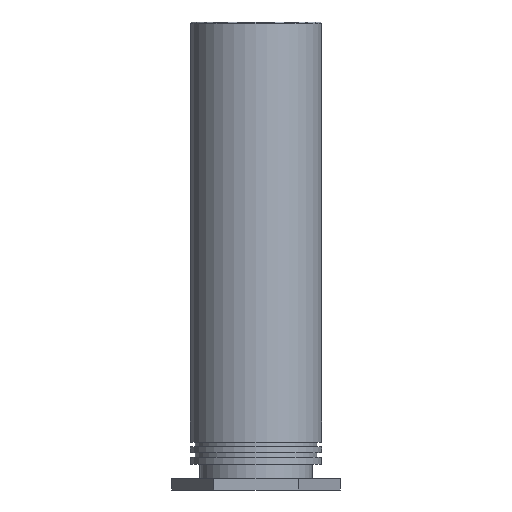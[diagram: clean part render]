
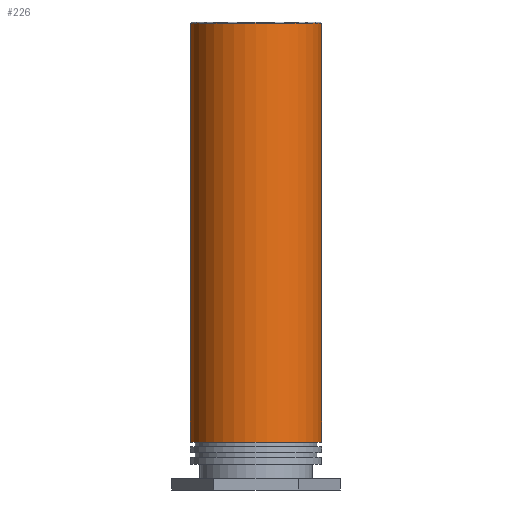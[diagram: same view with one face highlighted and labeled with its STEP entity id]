
A CAD part, front view. The second image highlights one B-rep face of the part: STEP entity #226.
In plain terms, the highlighted cylindrical face has radius 3.556 mm (diameter 7.112 mm), a full revolution.
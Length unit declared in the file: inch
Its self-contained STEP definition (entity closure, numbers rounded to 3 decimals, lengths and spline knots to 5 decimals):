
#195=CARTESIAN_POINT('',(0.14,0.,0.997));
#196=VERTEX_POINT('',#195);
#197=CARTESIAN_POINT('',(0.0,0.0,0.997));
#198=DIRECTION('',(0.0,0.0,1.0));
#199=DIRECTION('',(-1.0,0.0,0.0));
#200=AXIS2_PLACEMENT_3D('',#197,#198,#199);
#201=CIRCLE('',#200,0.14);
#202=EDGE_CURVE('',#196,#196,#201,.T.);
#207=CARTESIAN_POINT('',(0.0,0.0,0.0));
#208=DIRECTION('',(0.0,0.0,1.0));
#209=DIRECTION('',(-1.0,0.0,0.0));
#210=AXIS2_PLACEMENT_3D('',#207,#208,#209);
#211=CYLINDRICAL_SURFACE('',#210,0.14);
#212=CARTESIAN_POINT('',(0.0,-0.14,0.1025));
#213=VERTEX_POINT('',#212);
#214=CARTESIAN_POINT('',(0.0,0.0,0.1025));
#215=DIRECTION('',(0.0,0.0,1.0));
#216=DIRECTION('',(-1.0,0.0,0.0));
#217=AXIS2_PLACEMENT_3D('',#214,#215,#216);
#218=CIRCLE('',#217,0.14);
#219=EDGE_CURVE('',#213,#213,#218,.T.);
#220=ORIENTED_EDGE('',*,*,#219,.T.);
#221=EDGE_LOOP('',(#220));
#222=FACE_OUTER_BOUND('',#221,.T.);
#223=ORIENTED_EDGE('',*,*,#202,.F.);
#224=EDGE_LOOP('',(#223));
#225=FACE_BOUND('',#224,.T.);
#226=ADVANCED_FACE('',(#222,#225),#211,.T.);
